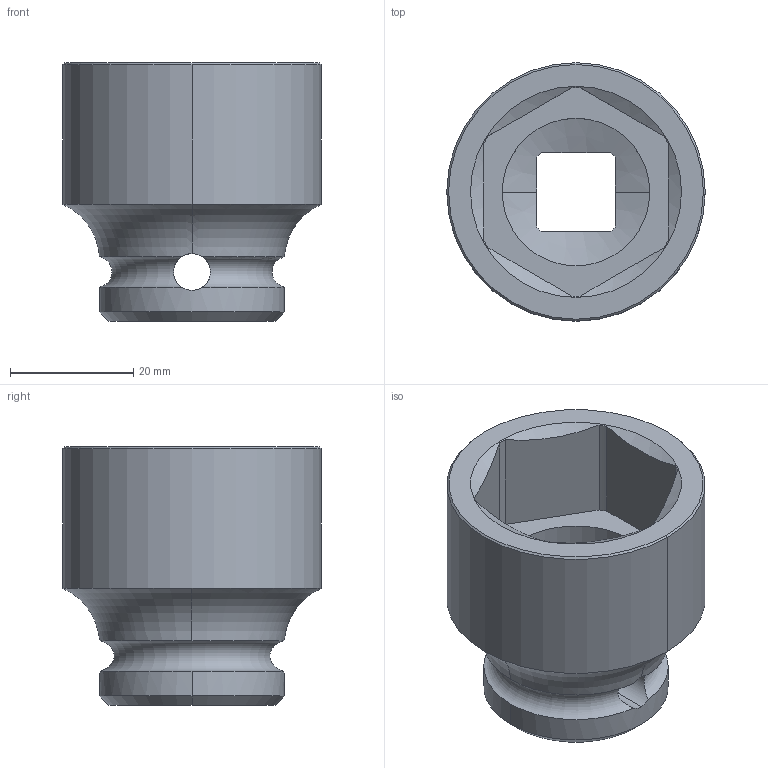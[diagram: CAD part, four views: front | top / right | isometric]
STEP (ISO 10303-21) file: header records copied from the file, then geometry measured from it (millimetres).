
FILE_DESCRIPTION((''),'2;1');
FILE_NAME('4027130030','2023-08-22T09:58:39',('A00565553'),(''),'CREO PARAMETRIC BY PTC INC, 2022414','CREO PARAMETRIC BY PTC INC, 2022414','');
FILE_SCHEMA(('CONFIG_CONTROL_DESIGN','GEOMETRIC_VALIDATION_PROPERTIES_MIM'));
Length unit declared in the file: millimetre
Products named in the file (1): 4027130030
Bounding box: 42 x 42 x 42 mm (x, y, z)
Volume: 25749.9 mm3; surface area: 10169.1 mm2
Topology: 1 solids, 1 shells, 55 faces, 149 edges, 94 vertices
Faces by surface type: cylinder 21, plane 18, cone 12, torus 4
Entity records: 2089 total; most frequent: CARTESIAN_POINT 608, ORIENTED_EDGE 298, DIRECTION 276, EDGE_CURVE 149, AXIS2_PLACEMENT_3D 111, VERTEX_POINT 94, EDGE_LOOP 59, CIRCLE 56
